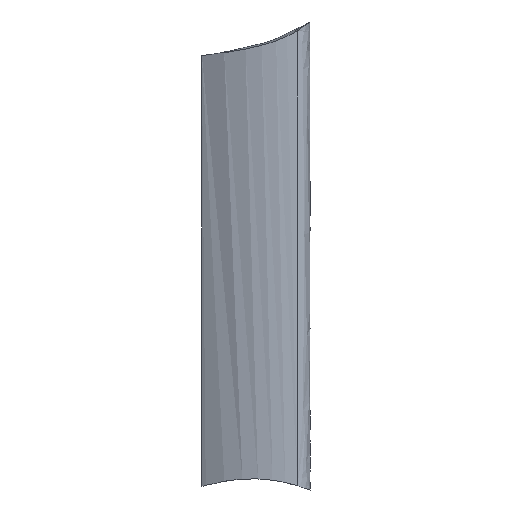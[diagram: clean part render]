
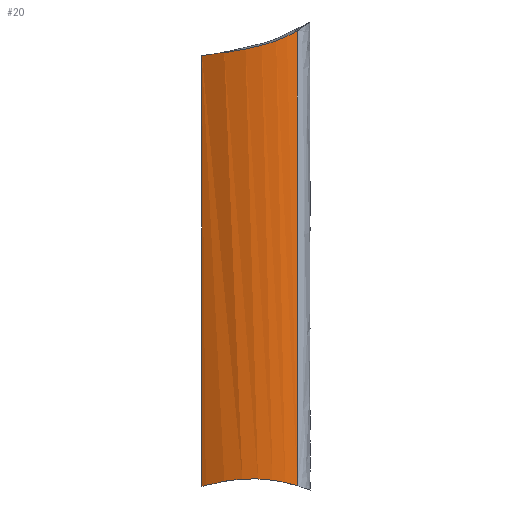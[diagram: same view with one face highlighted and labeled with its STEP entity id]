
A CAD part, front view. The second image highlights one B-rep face of the part: STEP entity #20.
In plain terms, the highlighted free-form (B-spline) face has degree [1, 3] with [2, 6] control points.
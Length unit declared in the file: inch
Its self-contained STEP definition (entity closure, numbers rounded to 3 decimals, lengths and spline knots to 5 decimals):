
#20=ADVANCED_FACE($,(#27),#117,.T.);
#27=FACE_OUTER_BOUND($,#35,.T.);
#35=EDGE_LOOP($,(#68,#69,#70,#71,#72));
#68=ORIENTED_EDGE($,*,*,#91,.T.);
#69=ORIENTED_EDGE($,*,*,#81,.T.);
#70=ORIENTED_EDGE($,*,*,#84,.T.);
#71=ORIENTED_EDGE($,*,*,#77,.F.);
#72=ORIENTED_EDGE($,*,*,#93,.F.);
#77=EDGE_CURVE($,#104,#97,#120,.T.);
#81=EDGE_CURVE($,#101,#102,#124,.T.);
#84=EDGE_CURVE($,#102,#97,#127,.T.);
#91=EDGE_CURVE($,#107,#101,#132,.T.);
#93=EDGE_CURVE($,#107,#104,#134,.T.);
#97=VERTEX_POINT($,#533);
#101=VERTEX_POINT($,#537);
#102=VERTEX_POINT($,#538);
#104=VERTEX_POINT($,#540);
#107=VERTEX_POINT($,#543);
#117=B_SPLINE_SURFACE_WITH_KNOTS($,1,3,((#511,#512,#513,#514,#515,#516),
(#517,#518,#519,#520,#521,#522)),.UNSPECIFIED.,.F.,.F.,.F.,(2,2),(4,2,4),
(1.04185,5.4559),(-0.98673,-0.49748,
0.),.UNSPECIFIED.);
#120=B_SPLINE_CURVE_WITH_KNOTS($,3,(#235,#236,#237,#238,#239,#240,#241,#242),
.UNSPECIFIED.,.F.,.F.,(4,2,2,4),(0.,0.49355,0.74641,
1.00125),.UNSPECIFIED.);
#124=B_SPLINE_CURVE_WITH_KNOTS($,3,(#257,#258,#259,#260,#261,#262,#263,#264),
.UNSPECIFIED.,.F.,.F.,(4,2,2,4),(0.,0.46161,0.69779,
0.93469),.UNSPECIFIED.);
#127=B_SPLINE_CURVE_WITH_KNOTS($,1,(#277,#278),.UNSPECIFIED.,.F.,.F.,(2,
2),(1.04836,5.4559),.UNSPECIFIED.);
#132=B_SPLINE_CURVE_WITH_KNOTS($,3,(#313,#314,#315,#316),.UNSPECIFIED.,.F.,
.F.,(4,4),(1.26188,1.30552),.UNSPECIFIED.);
#134=B_SPLINE_CURVE_WITH_KNOTS($,1,(#325,#326),.UNSPECIFIED.,.F.,.F.,(2,
2),(1.04185,5.21609),.UNSPECIFIED.);
#235=CARTESIAN_POINT($,(-0.00124,0.,4.17424));
#236=CARTESIAN_POINT($,(0.13853,-0.08612,4.19186));
#237=CARTESIAN_POINT($,(0.29384,-0.14895,4.21081));
#238=CARTESIAN_POINT($,(0.53372,-0.20019,4.26155));
#239=CARTESIAN_POINT($,(0.61354,-0.20994,4.28194));
#240=CARTESIAN_POINT($,(0.77493,-0.21415,4.33739));
#241=CARTESIAN_POINT($,(0.8501,-0.20836,4.37101));
#242=CARTESIAN_POINT($,(0.92287,-0.19447,4.41433));
#257=CARTESIAN_POINT($,(0.0363,-0.02165,0.01081));
#258=CARTESIAN_POINT($,(0.166,-0.09648,0.04785));
#259=CARTESIAN_POINT($,(0.31061,-0.15327,0.07244));
#260=CARTESIAN_POINT($,(0.54037,-0.20078,0.07577));
#261=CARTESIAN_POINT($,(0.61696,-0.21003,0.07117));
#262=CARTESIAN_POINT($,(0.77452,-0.21408,0.0483));
#263=CARTESIAN_POINT($,(0.84943,-0.20874,0.0309));
#264=CARTESIAN_POINT($,(0.92418,-0.19447,0.00679));
#277=CARTESIAN_POINT($,(0.92418,-0.19447,0.00679));
#278=CARTESIAN_POINT($,(0.92287,-0.19447,4.41433));
#313=CARTESIAN_POINT($,(0.,0.,0.));
#314=CARTESIAN_POINT($,(0.01197,-0.00738,0.00371));
#315=CARTESIAN_POINT($,(0.02407,-0.01459,0.00732));
#316=CARTESIAN_POINT($,(0.0363,-0.02165,0.01081));
#325=CARTESIAN_POINT($,(0.,0.,0.));
#326=CARTESIAN_POINT($,(-0.00124,0.,4.17424));
#511=CARTESIAN_POINT($,(0.92418,-0.19447,0.00028));
#512=CARTESIAN_POINT($,(0.76731,-0.22442,0.00023));
#513=CARTESIAN_POINT($,(0.59929,-0.21494,0.00018));
#514=CARTESIAN_POINT($,(0.28808,-0.14637,0.00009));
#515=CARTESIAN_POINT($,(0.13664,-0.08418,0.00004));
#516=CARTESIAN_POINT($,(0.,0.,0.));
#517=CARTESIAN_POINT($,(0.92287,-0.19447,4.41433));
#518=CARTESIAN_POINT($,(0.76599,-0.22442,4.41428));
#519=CARTESIAN_POINT($,(0.59797,-0.21494,4.41423));
#520=CARTESIAN_POINT($,(0.28677,-0.14637,4.41414));
#521=CARTESIAN_POINT($,(0.13533,-0.08418,4.4141));
#522=CARTESIAN_POINT($,(-0.00131,0.,4.41405));
#533=CARTESIAN_POINT($,(0.92287,-0.19447,4.41433));
#537=CARTESIAN_POINT($,(0.0363,-0.02165,0.01081));
#538=CARTESIAN_POINT($,(0.92418,-0.19447,0.00679));
#540=CARTESIAN_POINT($,(-0.00124,0.,4.17424));
#543=CARTESIAN_POINT($,(0.,0.,0.));
